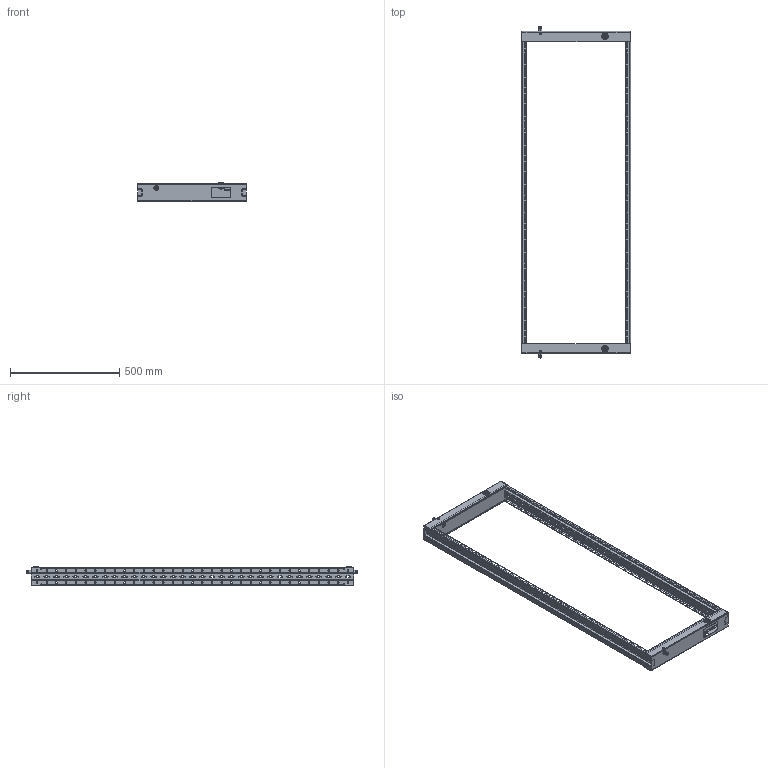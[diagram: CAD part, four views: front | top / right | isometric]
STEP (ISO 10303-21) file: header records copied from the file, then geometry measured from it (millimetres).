
FILE_DESCRIPTION (( 'STEP AP203' ), '1' );
FILE_NAME ('UR61702140500 Ïîâîðîòíàÿ ðàìà äëÿ 19-äþéìîâîãî îáîðóäîâàíèÿ 31U RS52 160.60 (000.801.617-02) .STEP', '2022-04-25T13:28:50', ( '' ), ( '' ), 'SwSTEP 2.0', 'SolidWorks 2017', '' );
FILE_SCHEMA (( 'CONFIG_CONTROL_DESIGN' ));
Length unit declared in the file: millimetre
Products named in the file (21): 016-114 Îñü; 032-235 Îñíîâàíèå áàëêè_‡¥àª «ì­® ®âà §¨âìDefault; 016-115 Øïèëüêà; 嵑殧趌11371_6; 000.800.121 Òÿãà îñè; 050-62 Âòóëêà_‡¥àª «ì­® ®âà §¨âìDefault; ч瀁禬п-1_01; 000.121.012 Ðàìà ïîâîðîòíàÿ_02; 000.111.095 Áàëêà ðàìû ïîâîðîòíîé; UR61702140500 Ïîâîðîòíàÿ ðàìà äëÿ 19-äþéìîâîãî îáîðóäîâàíèÿ 31U RS52 160.60 (000.801.617-02) ; 032-236 Êðûøêà áàëêè_‡¥àª «ì­® ®âà §¨âìDefault; ﾇ瑟鶴 MESAN_01; 扻豵鵨_п-1; Âèíò DIN 7984 TORX_Œ5å10; 015-145 鍔膰睯縺 譇檞_02; 鎔艜_17473_M6x12; 032-236 Êðûøêà áàëêè; 000.111.095 Áàëêà ðàìû ïîâîðîòíîé_‡¥àª «ì­® ®âà §¨âìDefault; 024-452 砑僔蠂縺; 032-235 Îñíîâàíèå áàëêè; 050-62 鎗鵻罻
Assembly tree (25 placements, depth 4):
  UR61702140500 Ïîâîðîòíàÿ ðàìà äëÿ 19-äþéìîâîãî îáîðóäîâàíèÿ 31U RS52 160.60 (000.801.617-02) 
    000.121.012 Ðàìà ïîâîðîòíàÿ_02
      000.111.095 Áàëêà ðàìû ïîâîðîòíîé
        032-235 Îñíîâàíèå áàëêè
        032-236 Êðûøêà áàëêè
        050-62 鎗鵻罻
      015-145 鍔膰睯縺 譇檞_02  x2
      000.111.095 Áàëêà ðàìû ïîâîðîòíîé_‡¥àª «ì­® ®âà §¨âìDefault
        032-235 Îñíîâàíèå áàëêè_‡¥àª «ì­® ®âà §¨âìDefault
        032-236 Êðûøêà áàëêè_‡¥àª «ì­® ®âà §¨âìDefault
        050-62 Âòóëêà_‡¥àª «ì­® ®âà §¨âìDefault
    016-114 Îñü  x2
    Âèíò DIN 7984 TORX_Œ5å10  x2
    ﾇ瑟鶴 MESAN_01  x2
      扻豵鵨_п-1
      ч瀁禬п-1_01
      嵑殧趌11371_6
      鎔艜_17473_M6x12
    000.800.121 Òÿãà îñè  x2
      016-115 Øïèëüêà
      024-452 砑僔蠂縺
Bounding box: 499 x 1518.5 x 85 mm (x, y, z)
Volume: 1342314.5 mm3; surface area: 1386108.7 mm2
Topology: 24 solids, 26 shells, 3148 faces, 8886 edges, 5814 vertices
Faces by surface type: plane 2198, cylinder 848, cone 66, bspline 24, torus 8, sphere 4
Entity records: 57713 total; most frequent: CARTESIAN_POINT 9810, ORIENTED_EDGE 9412, DIRECTION 9026, EDGE_CURVE 4706, VECTOR 3688, LINE 3688, VERTEX_POINT 3069, AXIS2_PLACEMENT_3D 2669
